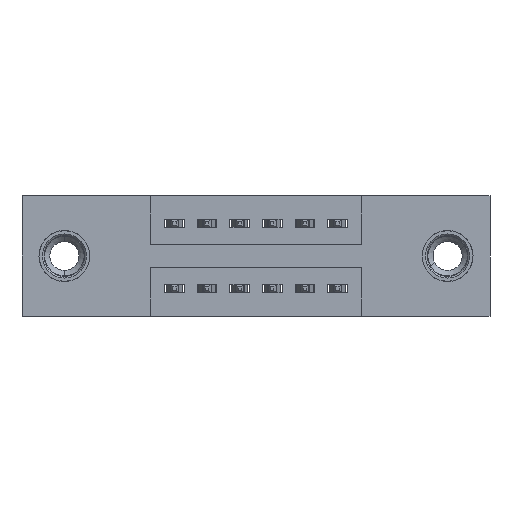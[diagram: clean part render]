
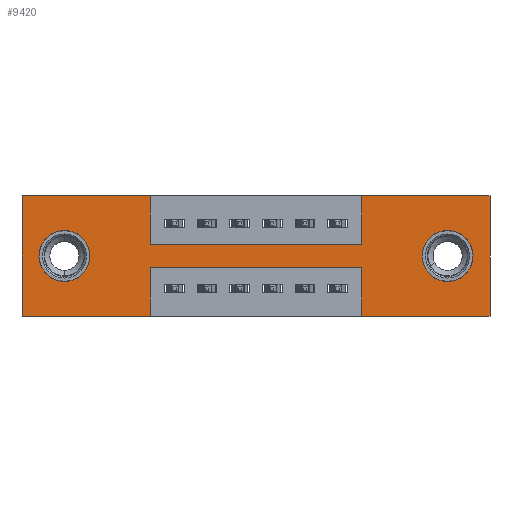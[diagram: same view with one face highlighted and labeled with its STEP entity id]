
A CAD part, front view. The second image highlights one B-rep face of the part: STEP entity #9420.
In plain terms, the highlighted planar face has unit normal (0, -1, 0).
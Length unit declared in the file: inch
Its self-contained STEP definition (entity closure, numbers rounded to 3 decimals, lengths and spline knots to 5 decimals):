
#7 = CARTESIAN_POINT ( 'NONE',  ( 0.3925, 0., -0.22 ) ) ;
#103 = AXIS2_PLACEMENT_3D ( 'NONE', #8585, #3687, #281 ) ;
#233 = VERTEX_POINT ( 'NONE', #5947 ) ;
#238 = CARTESIAN_POINT ( 'NONE',  ( 0.3925, 0., -0.15 ) ) ;
#281 = DIRECTION ( 'NONE',  ( 0., 0., 1. ) ) ;
#358 = CARTESIAN_POINT ( 'NONE',  ( 1.435, 0., 0. ) ) ;
#772 = VERTEX_POINT ( 'NONE', #238 ) ;
#802 = CIRCLE ( 'NONE', #2002, 0.078 ) ;
#873 = LINE ( 'NONE', #5132, #7602 ) ;
#948 = EDGE_CURVE ( 'NONE', #6866, #4300, #10071, .T. ) ;
#970 = DIRECTION ( 'NONE',  ( 0., 0., -1. ) ) ;
#1007 = VERTEX_POINT ( 'NONE', #3009 ) ;
#1021 = LINE ( 'NONE', #3937, #3920 ) ;
#1172 = VECTOR ( 'NONE', #1717, 39.37008 ) ;
#1322 = LINE ( 'NONE', #7719, #6870 ) ;
#1338 = ORIENTED_EDGE ( 'NONE', *, *, #8832, .F. ) ;
#1658 = ORIENTED_EDGE ( 'NONE', *, *, #1778, .F. ) ;
#1680 = CARTESIAN_POINT ( 'NONE',  ( 1.305, 0., -0.185 ) ) ;
#1717 = DIRECTION ( 'NONE',  ( -1., 0., 0. ) ) ;
#1778 = EDGE_CURVE ( 'NONE', #8172, #10542, #9045, .T. ) ;
#1850 = ORIENTED_EDGE ( 'NONE', *, *, #2159, .T. ) ;
#1885 = CIRCLE ( 'NONE', #7868, 0.078 ) ;
#1891 = DIRECTION ( 'NONE',  ( 0., 1., 0. ) ) ;
#2002 = AXIS2_PLACEMENT_3D ( 'NONE', #2974, #6270, #8768 ) ;
#2073 = CARTESIAN_POINT ( 'NONE',  ( 0., 0., 0. ) ) ;
#2086 = LINE ( 'NONE', #7920, #5748 ) ;
#2139 = EDGE_LOOP ( 'NONE', ( #4722, #2517, #3395, #5276, #4023, #3771, #1338, #4662, #6118, #1658, #2459, #7006 ) ) ;
#2159 = EDGE_CURVE ( 'NONE', #4678, #4601, #1885, .T. ) ;
#2360 = CARTESIAN_POINT ( 'NONE',  ( 1.435, 0., -0.37 ) ) ;
#2459 = ORIENTED_EDGE ( 'NONE', *, *, #9509, .F. ) ;
#2510 = VERTEX_POINT ( 'NONE', #6792 ) ;
#2517 = ORIENTED_EDGE ( 'NONE', *, *, #7679, .F. ) ;
#2974 = CARTESIAN_POINT ( 'NONE',  ( 1.305, 0., -0.185 ) ) ;
#3009 = CARTESIAN_POINT ( 'NONE',  ( 1.0425, 0., -0.15 ) ) ;
#3106 = EDGE_CURVE ( 'NONE', #10542, #772, #7678, .T. ) ;
#3132 = DIRECTION ( 'NONE',  ( -1., 0., 0. ) ) ;
#3193 = CARTESIAN_POINT ( 'NONE',  ( 1.305, 0., -0.107 ) ) ;
#3248 = VECTOR ( 'NONE', #4420, 39.37008 ) ;
#3371 = LINE ( 'NONE', #9455, #8270 ) ;
#3395 = ORIENTED_EDGE ( 'NONE', *, *, #7085, .F. ) ;
#3411 = LINE ( 'NONE', #7, #1172 ) ;
#3422 = EDGE_CURVE ( 'NONE', #3625, #8348, #7444, .T. ) ;
#3498 = LINE ( 'NONE', #6038, #3248 ) ;
#3586 = DIRECTION ( 'NONE',  ( 0., 0., 1. ) ) ;
#3625 = VERTEX_POINT ( 'NONE', #3879 ) ;
#3658 = VECTOR ( 'NONE', #6296, 39.37008 ) ;
#3668 = CARTESIAN_POINT ( 'NONE',  ( 0.13, 0., -0.263 ) ) ;
#3687 = DIRECTION ( 'NONE',  ( 0., 1., 0. ) ) ;
#3693 = DIRECTION ( 'NONE',  ( 1., 0., 0. ) ) ;
#3733 = EDGE_CURVE ( 'NONE', #5441, #7099, #6673, .T. ) ;
#3771 = ORIENTED_EDGE ( 'NONE', *, *, #7566, .F. ) ;
#3879 = CARTESIAN_POINT ( 'NONE',  ( 0.3925, 0., -0.22 ) ) ;
#3902 = CARTESIAN_POINT ( 'NONE',  ( 0., 0., 0. ) ) ;
#3920 = VECTOR ( 'NONE', #3132, 39.37008 ) ;
#3937 = CARTESIAN_POINT ( 'NONE',  ( 0., 0., -0.37 ) ) ;
#4009 = VECTOR ( 'NONE', #3693, 39.37008 ) ;
#4023 = ORIENTED_EDGE ( 'NONE', *, *, #9100, .F. ) ;
#4104 = AXIS2_PLACEMENT_3D ( 'NONE', #7610, #1891, #3586 ) ;
#4147 = FACE_BOUND ( 'NONE', #4450, .T. ) ;
#4183 = DIRECTION ( 'NONE',  ( 0., 0., -1. ) ) ;
#4300 = VERTEX_POINT ( 'NONE', #10449 ) ;
#4420 = DIRECTION ( 'NONE',  ( 0., 0., 1. ) ) ;
#4450 = EDGE_LOOP ( 'NONE', ( #7974, #1850 ) ) ;
#4456 = CARTESIAN_POINT ( 'NONE',  ( 0.3925, 0., -0.37 ) ) ;
#4601 = VERTEX_POINT ( 'NONE', #3193 ) ;
#4626 = CIRCLE ( 'NONE', #103, 0.078 ) ;
#4662 = ORIENTED_EDGE ( 'NONE', *, *, #7117, .F. ) ;
#4678 = VERTEX_POINT ( 'NONE', #8143 ) ;
#4722 = ORIENTED_EDGE ( 'NONE', *, *, #3422, .F. ) ;
#4727 = EDGE_CURVE ( 'NONE', #7099, #5441, #4626, .T. ) ;
#4761 = AXIS2_PLACEMENT_3D ( 'NONE', #5085, #5859, #970 ) ;
#4916 = VERTEX_POINT ( 'NONE', #4950 ) ;
#4950 = CARTESIAN_POINT ( 'NONE',  ( 1.0425, 0., -0.22 ) ) ;
#5085 = CARTESIAN_POINT ( 'NONE',  ( 0., 0., -0.37 ) ) ;
#5132 = CARTESIAN_POINT ( 'NONE',  ( 1.435, 0., 0. ) ) ;
#5276 = ORIENTED_EDGE ( 'NONE', *, *, #948, .F. ) ;
#5397 = CARTESIAN_POINT ( 'NONE',  ( 0.3925, 0., -0.37 ) ) ;
#5441 = VERTEX_POINT ( 'NONE', #7971 ) ;
#5444 = CARTESIAN_POINT ( 'NONE',  ( 0., 0., -0.37 ) ) ;
#5597 = CARTESIAN_POINT ( 'NONE',  ( 0.3925, 0., 0. ) ) ;
#5748 = VECTOR ( 'NONE', #9584, 39.37008 ) ;
#5859 = DIRECTION ( 'NONE',  ( 0., -1., 0. ) ) ;
#5947 = CARTESIAN_POINT ( 'NONE',  ( 1.0425, 0., 0. ) ) ;
#5956 = DIRECTION ( 'NONE',  ( 0., 1., 0. ) ) ;
#6038 = CARTESIAN_POINT ( 'NONE',  ( 1.0425, 0., 0. ) ) ;
#6118 = ORIENTED_EDGE ( 'NONE', *, *, #3106, .F. ) ;
#6131 = DIRECTION ( 'NONE',  ( 0., 0., -1. ) ) ;
#6270 = DIRECTION ( 'NONE',  ( 0., 1., 0. ) ) ;
#6296 = DIRECTION ( 'NONE',  ( 1., 0., 0. ) ) ;
#6308 = EDGE_CURVE ( 'NONE', #4601, #4678, #802, .T. ) ;
#6487 = ORIENTED_EDGE ( 'NONE', *, *, #4727, .T. ) ;
#6673 = CIRCLE ( 'NONE', #4104, 0.078 ) ;
#6792 = CARTESIAN_POINT ( 'NONE',  ( 0., 0., -0.37 ) ) ;
#6831 = EDGE_LOOP ( 'NONE', ( #9981, #6487 ) ) ;
#6866 = VERTEX_POINT ( 'NONE', #2360 ) ;
#6870 = VECTOR ( 'NONE', #9366, 39.37008 ) ;
#7006 = ORIENTED_EDGE ( 'NONE', *, *, #8164, .F. ) ;
#7085 = EDGE_CURVE ( 'NONE', #4300, #4916, #1322, .T. ) ;
#7099 = VERTEX_POINT ( 'NONE', #3668 ) ;
#7117 = EDGE_CURVE ( 'NONE', #772, #1007, #2086, .T. ) ;
#7444 = LINE ( 'NONE', #5397, #9130 ) ;
#7566 = EDGE_CURVE ( 'NONE', #233, #8854, #8307, .T. ) ;
#7602 = VECTOR ( 'NONE', #4183, 39.37008 ) ;
#7610 = CARTESIAN_POINT ( 'NONE',  ( 0.13, 0., -0.185 ) ) ;
#7678 = LINE ( 'NONE', #10385, #9918 ) ;
#7679 = EDGE_CURVE ( 'NONE', #4916, #3625, #3411, .T. ) ;
#7719 = CARTESIAN_POINT ( 'NONE',  ( 1.0425, 0., -0.37 ) ) ;
#7868 = AXIS2_PLACEMENT_3D ( 'NONE', #1680, #5956, #10146 ) ;
#7920 = CARTESIAN_POINT ( 'NONE',  ( 0.3925, 0., -0.15 ) ) ;
#7971 = CARTESIAN_POINT ( 'NONE',  ( 0.13, 0., -0.107 ) ) ;
#7974 = ORIENTED_EDGE ( 'NONE', *, *, #6308, .T. ) ;
#8012 = VECTOR ( 'NONE', #8722, 39.37008 ) ;
#8143 = CARTESIAN_POINT ( 'NONE',  ( 1.305, 0., -0.263 ) ) ;
#8164 = EDGE_CURVE ( 'NONE', #8348, #2510, #1021, .T. ) ;
#8172 = VERTEX_POINT ( 'NONE', #3902 ) ;
#8270 = VECTOR ( 'NONE', #10113, 39.37008 ) ;
#8307 = LINE ( 'NONE', #10261, #3658 ) ;
#8348 = VERTEX_POINT ( 'NONE', #4456 ) ;
#8585 = CARTESIAN_POINT ( 'NONE',  ( 0.13, 0., -0.185 ) ) ;
#8634 = FACE_OUTER_BOUND ( 'NONE', #2139, .T. ) ;
#8722 = DIRECTION ( 'NONE',  ( -1., 0., 0. ) ) ;
#8755 = DIRECTION ( 'NONE',  ( 0., 0., -1. ) ) ;
#8768 = DIRECTION ( 'NONE',  ( 0., 0., -1. ) ) ;
#8832 = EDGE_CURVE ( 'NONE', #1007, #233, #3498, .T. ) ;
#8854 = VERTEX_POINT ( 'NONE', #358 ) ;
#9045 = LINE ( 'NONE', #2073, #4009 ) ;
#9053 = FACE_BOUND ( 'NONE', #6831, .T. ) ;
#9100 = EDGE_CURVE ( 'NONE', #8854, #6866, #873, .T. ) ;
#9130 = VECTOR ( 'NONE', #8755, 39.37008 ) ;
#9366 = DIRECTION ( 'NONE',  ( 0., 0., 1. ) ) ;
#9420 = ADVANCED_FACE ( 'NONE', ( #4147, #9053, #8634 ), #10040, .T. ) ;
#9455 = CARTESIAN_POINT ( 'NONE',  ( 0., 0., 0. ) ) ;
#9509 = EDGE_CURVE ( 'NONE', #2510, #8172, #3371, .T. ) ;
#9584 = DIRECTION ( 'NONE',  ( 1., 0., 0. ) ) ;
#9918 = VECTOR ( 'NONE', #6131, 39.37008 ) ;
#9981 = ORIENTED_EDGE ( 'NONE', *, *, #3733, .T. ) ;
#10040 = PLANE ( 'NONE',  #4761 ) ;
#10071 = LINE ( 'NONE', #5444, #8012 ) ;
#10113 = DIRECTION ( 'NONE',  ( 0., 0., 1. ) ) ;
#10146 = DIRECTION ( 'NONE',  ( 0., 0., -1. ) ) ;
#10261 = CARTESIAN_POINT ( 'NONE',  ( 0., 0., 0. ) ) ;
#10385 = CARTESIAN_POINT ( 'NONE',  ( 0.3925, 0., 0. ) ) ;
#10449 = CARTESIAN_POINT ( 'NONE',  ( 1.0425, 0., -0.37 ) ) ;
#10542 = VERTEX_POINT ( 'NONE', #5597 ) ;
